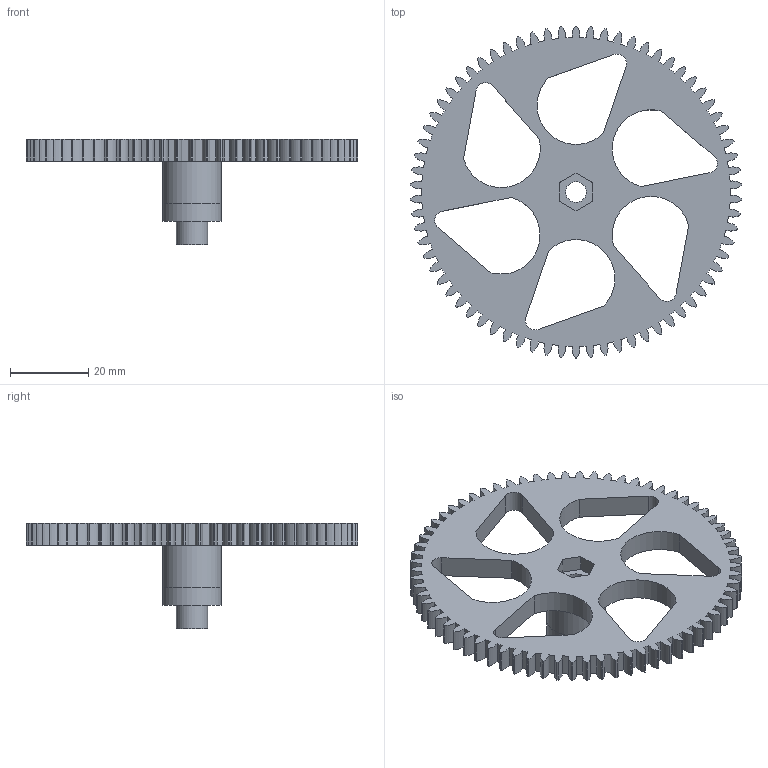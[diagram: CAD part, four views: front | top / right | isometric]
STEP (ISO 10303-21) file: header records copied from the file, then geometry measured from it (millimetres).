
FILE_DESCRIPTION(/* description */ (''),/* implementation_level */ '2;1');
FILE_NAME(/* name */ 'filament_big_gear1.stp',/* time_stamp */ '2014-02-14T17:50:58-06:00',/* author */ ('stephen'),/* organization */ (''),/* preprocessor_version */ 'ST-DEVELOPER v15.2',/* originating_system */ 'Autodesk Inventor 2014',/* authorisation */ '');
FILE_SCHEMA (('AUTOMOTIVE_DESIGN { 1 0 10303 214 3 1 1 }'));
Length unit declared in the file: inch
Products named in the file (1): filament_big_gear1
Bounding box: 84.54 x 84.61 x 26.9 mm (x, y, z)
Volume: 19446.9 mm3; surface area: 13113.5 mm2
Topology: 1 solids, 1 shells, 320 faces, 942 edges, 628 vertices
Faces by surface type: cylinder 226, plane 94
Full cylindrical faces by diameter (mm): 5.3 x1, 8 x1, 15 x1, 15.011 x1
Entity records: 10909 total; most frequent: DIRECTION 2032, CARTESIAN_POINT 1887, ORIENTED_EDGE 1876, EDGE_CURVE 938, AXIS2_PLACEMENT_3D 773, VERTEX_POINT 628, LINE 486, VECTOR 486
